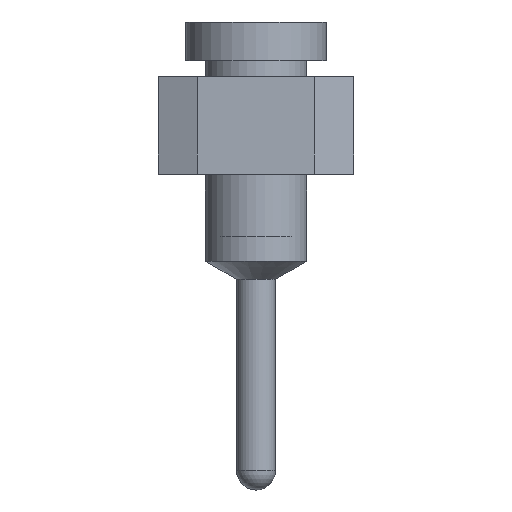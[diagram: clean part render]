
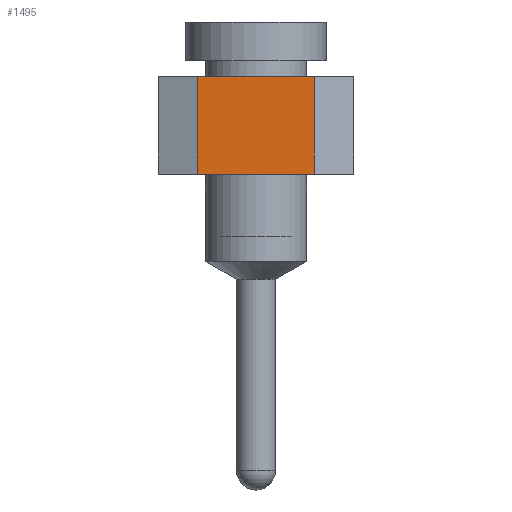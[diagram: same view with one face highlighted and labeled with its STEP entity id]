
A CAD part, left-side view. The second image highlights one B-rep face of the part: STEP entity #1495.
In plain terms, the highlighted planar face has unit normal (-1, 0, 0).
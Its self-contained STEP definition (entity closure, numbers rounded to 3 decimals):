
#1495 = ADVANCED_FACE('',(#1496),#1530,.F.);
#1496 = FACE_BOUND('',#1497,.T.);
#1497 = EDGE_LOOP('',(#1498,#1508,#1516,#1524));
#1498 = ORIENTED_EDGE('',*,*,#1499,.T.);
#1499 = EDGE_CURVE('',#1500,#1502,#1504,.T.);
#1500 = VERTEX_POINT('',#1501);
#1501 = CARTESIAN_POINT('',(-34.29,0.762,2.57));
#1502 = VERTEX_POINT('',#1503);
#1503 = CARTESIAN_POINT('',(-34.29,0.762,1.3));
#1504 = LINE('',#1505,#1506);
#1505 = CARTESIAN_POINT('',(-34.29,0.762,3.84));
#1506 = VECTOR('',#1507,1.);
#1507 = DIRECTION('',(0.,0.,-1.));
#1508 = ORIENTED_EDGE('',*,*,#1509,.T.);
#1509 = EDGE_CURVE('',#1502,#1510,#1512,.T.);
#1510 = VERTEX_POINT('',#1511);
#1511 = CARTESIAN_POINT('',(-34.29,-0.762,1.3));
#1512 = LINE('',#1513,#1514);
#1513 = CARTESIAN_POINT('',(-34.29,1.27,1.3));
#1514 = VECTOR('',#1515,1.);
#1515 = DIRECTION('',(0.,-1.,0.));
#1516 = ORIENTED_EDGE('',*,*,#1517,.F.);
#1517 = EDGE_CURVE('',#1518,#1510,#1520,.T.);
#1518 = VERTEX_POINT('',#1519);
#1519 = CARTESIAN_POINT('',(-34.29,-0.762,2.57));
#1520 = LINE('',#1521,#1522);
#1521 = CARTESIAN_POINT('',(-34.29,-0.762,3.84));
#1522 = VECTOR('',#1523,1.);
#1523 = DIRECTION('',(0.,0.,-1.));
#1524 = ORIENTED_EDGE('',*,*,#1525,.F.);
#1525 = EDGE_CURVE('',#1500,#1518,#1526,.T.);
#1526 = LINE('',#1527,#1528);
#1527 = CARTESIAN_POINT('',(-34.29,1.27,2.57));
#1528 = VECTOR('',#1529,1.);
#1529 = DIRECTION('',(0.,-1.,0.));
#1530 = PLANE('',#1531);
#1531 = AXIS2_PLACEMENT_3D('',#1532,#1533,#1534);
#1532 = CARTESIAN_POINT('',(-34.29,1.27,2.57));
#1533 = DIRECTION('',(1.,0.,0.));
#1534 = DIRECTION('',(0.,1.,0.));
